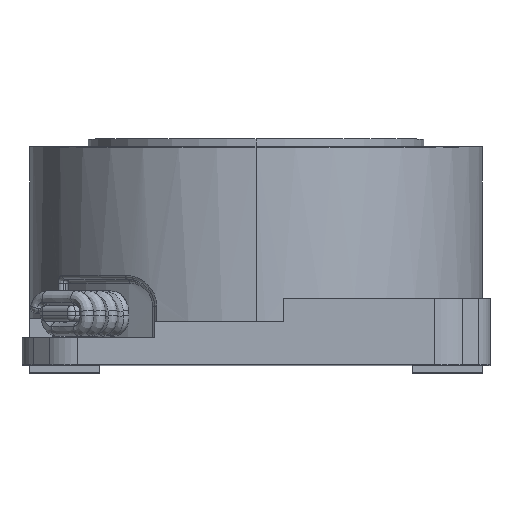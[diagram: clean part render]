
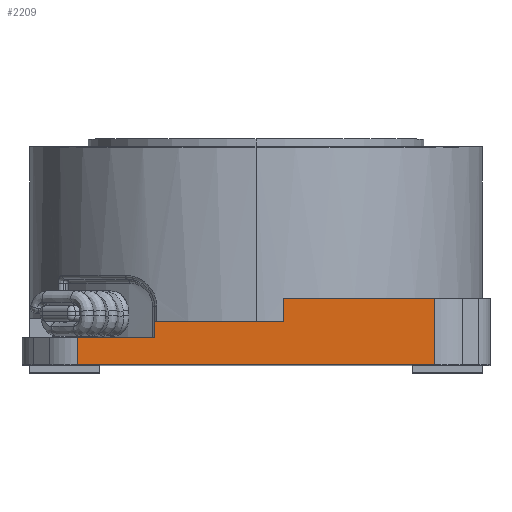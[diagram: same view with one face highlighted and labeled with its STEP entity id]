
A CAD part, top view. The second image highlights one B-rep face of the part: STEP entity #2209.
In plain terms, the highlighted planar face has unit normal (0, 0, 1).
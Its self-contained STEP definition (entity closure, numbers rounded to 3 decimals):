
#114 = CARTESIAN_POINT ( 'NONE',  ( 3., 0.1, 3. ) ) ;
#210 = VECTOR ( 'NONE', #17059, 1000. ) ;
#481 = CARTESIAN_POINT ( 'NONE',  ( 3., 0.95, 3. ) ) ;
#616 = DIRECTION ( 'NONE',  ( 1., 0., 0. ) ) ;
#942 = ORIENTED_EDGE ( 'NONE', *, *, #2230, .T. ) ;
#1107 = CARTESIAN_POINT ( 'NONE',  ( -1.3, 0.45, 3. ) ) ;
#1432 = LINE ( 'NONE', #11908, #2155 ) ;
#1993 = PLANE ( 'NONE',  #8638 ) ;
#2004 = VERTEX_POINT ( 'NONE', #18919 ) ;
#2155 = VECTOR ( 'NONE', #15010, 1000. ) ;
#2209 = ADVANCED_FACE ( 'NONE', ( #16001 ), #1993, .F. ) ;
#2230 = EDGE_CURVE ( 'NONE', #10429, #20241, #14299, .T. ) ;
#2565 = CARTESIAN_POINT ( 'NONE',  ( -2.293, 0.1, 3. ) ) ;
#2928 = ORIENTED_EDGE ( 'NONE', *, *, #11944, .F. ) ;
#3941 = CARTESIAN_POINT ( 'NONE',  ( -2.293, 0.1, 3. ) ) ;
#4653 = LINE ( 'NONE', #6275, #18227 ) ;
#5393 = VERTEX_POINT ( 'NONE', #13758 ) ;
#5778 = EDGE_CURVE ( 'NONE', #8931, #12772, #11556, .T. ) ;
#6275 = CARTESIAN_POINT ( 'NONE',  ( 3., 0.95, 3. ) ) ;
#6739 = DIRECTION ( 'NONE',  ( -1., 0., 0. ) ) ;
#6827 = LINE ( 'NONE', #7046, #10566 ) ;
#6960 = VECTOR ( 'NONE', #616, 1000. ) ;
#7046 = CARTESIAN_POINT ( 'NONE',  ( 0.35, 0.65, 3. ) ) ;
#7131 = ORIENTED_EDGE ( 'NONE', *, *, #5778, .F. ) ;
#7395 = EDGE_CURVE ( 'NONE', #2004, #20241, #18210, .T. ) ;
#7448 = DIRECTION ( 'NONE',  ( 0., 1., 0. ) ) ;
#8638 = AXIS2_PLACEMENT_3D ( 'NONE', #481, #11533, #6739 ) ;
#8895 = ORIENTED_EDGE ( 'NONE', *, *, #11898, .T. ) ;
#8931 = VERTEX_POINT ( 'NONE', #1107 ) ;
#9251 = CARTESIAN_POINT ( 'NONE',  ( -3., 0.45, 3. ) ) ;
#9792 = CARTESIAN_POINT ( 'NONE',  ( 0.35, 0.65, 3. ) ) ;
#10294 = EDGE_CURVE ( 'NONE', #10429, #8931, #18729, .T. ) ;
#10307 = DIRECTION ( 'NONE',  ( 0., 1., 0. ) ) ;
#10352 = DIRECTION ( 'NONE',  ( 0., -1., 0. ) ) ;
#10429 = VERTEX_POINT ( 'NONE', #16838 ) ;
#10566 = VECTOR ( 'NONE', #10307, 1000. ) ;
#11533 = DIRECTION ( 'NONE',  ( 0., 0., -1. ) ) ;
#11556 = LINE ( 'NONE', #16686, #18464 ) ;
#11760 = EDGE_CURVE ( 'NONE', #17061, #20061, #6827, .T. ) ;
#11898 = EDGE_CURVE ( 'NONE', #2004, #5393, #1432, .T. ) ;
#11899 = CARTESIAN_POINT ( 'NONE',  ( -1.3, 0.65, 3. ) ) ;
#11908 = CARTESIAN_POINT ( 'NONE',  ( 2.293, 0.95, 3. ) ) ;
#11944 = EDGE_CURVE ( 'NONE', #20061, #5393, #4653, .T. ) ;
#12772 = VERTEX_POINT ( 'NONE', #11899 ) ;
#13257 = CARTESIAN_POINT ( 'NONE',  ( 0.35, 0.95, 3. ) ) ;
#13394 = ORIENTED_EDGE ( 'NONE', *, *, #7395, .F. ) ;
#13758 = CARTESIAN_POINT ( 'NONE',  ( 2.293, 0.95, 3. ) ) ;
#14299 = LINE ( 'NONE', #3941, #15046 ) ;
#15010 = DIRECTION ( 'NONE',  ( 0., 1., 0. ) ) ;
#15046 = VECTOR ( 'NONE', #10352, 1000. ) ;
#15724 = ORIENTED_EDGE ( 'NONE', *, *, #19969, .F. ) ;
#16001 = FACE_OUTER_BOUND ( 'NONE', #16848, .T. ) ;
#16595 = ORIENTED_EDGE ( 'NONE', *, *, #10294, .F. ) ;
#16686 = CARTESIAN_POINT ( 'NONE',  ( -1.3, 0.45, 3. ) ) ;
#16838 = CARTESIAN_POINT ( 'NONE',  ( -2.293, 0.45, 3. ) ) ;
#16848 = EDGE_LOOP ( 'NONE', ( #13394, #8895, #2928, #19988, #15724, #7131, #16595, #942 ) ) ;
#16897 = CARTESIAN_POINT ( 'NONE',  ( 0.35, 0.65, 3. ) ) ;
#17059 = DIRECTION ( 'NONE',  ( 1., 0., 0. ) ) ;
#17061 = VERTEX_POINT ( 'NONE', #16897 ) ;
#17142 = DIRECTION ( 'NONE',  ( 1., 0., 0. ) ) ;
#18210 = LINE ( 'NONE', #114, #20225 ) ;
#18227 = VECTOR ( 'NONE', #17142, 1000. ) ;
#18464 = VECTOR ( 'NONE', #7448, 1000. ) ;
#18729 = LINE ( 'NONE', #9251, #210 ) ;
#18823 = LINE ( 'NONE', #9792, #6960 ) ;
#18919 = CARTESIAN_POINT ( 'NONE',  ( 2.293, 0.1, 3. ) ) ;
#19300 = DIRECTION ( 'NONE',  ( -1., 0., 0. ) ) ;
#19969 = EDGE_CURVE ( 'NONE', #12772, #17061, #18823, .T. ) ;
#19988 = ORIENTED_EDGE ( 'NONE', *, *, #11760, .F. ) ;
#20061 = VERTEX_POINT ( 'NONE', #13257 ) ;
#20225 = VECTOR ( 'NONE', #19300, 1000. ) ;
#20241 = VERTEX_POINT ( 'NONE', #2565 ) ;
